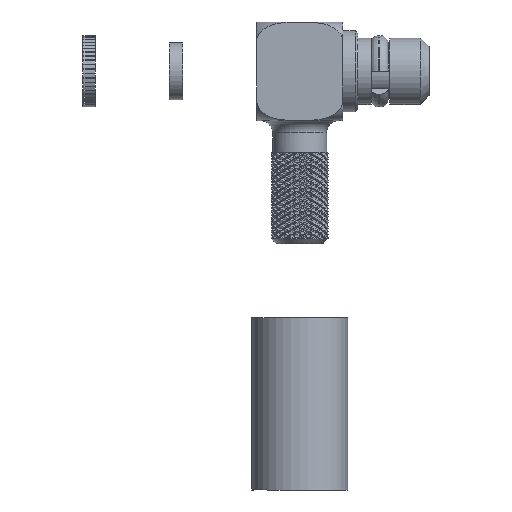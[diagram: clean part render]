
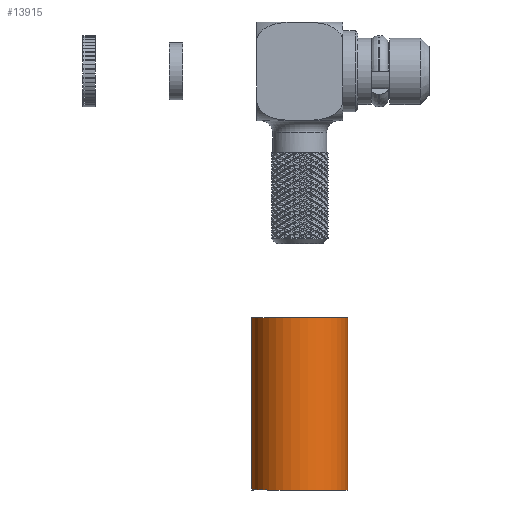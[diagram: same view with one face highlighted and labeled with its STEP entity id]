
A CAD part, front view. The second image highlights one B-rep face of the part: STEP entity #13915.
In plain terms, the highlighted cylindrical face has radius 1.95 mm (diameter 3.9 mm), a full revolution.
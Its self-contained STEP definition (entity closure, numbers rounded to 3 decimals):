
#13915 = ADVANCED_FACE( '', ( #28685, #28686 ), #28687, .T. );
#28685 = FACE_OUTER_BOUND( '', #213385, .T. );
#28686 = FACE_OUTER_BOUND( '', #213386, .T. );
#28687 = CYLINDRICAL_SURFACE( '', #213387, 1.95 );
#213385 = EDGE_LOOP( '', ( #274548 ) );
#213386 = EDGE_LOOP( '', ( #274549 ) );
#213387 = AXIS2_PLACEMENT_3D( '', #274550, #274551, #274552 );
#274548 = ORIENTED_EDGE( '', *, *, #294114, .F. );
#274549 = ORIENTED_EDGE( '', *, *, #292228, .T. );
#274550 = CARTESIAN_POINT( '', ( 0., 0., -8. ) );
#274551 = DIRECTION( '', ( 0., 0., 1. ) );
#274552 = DIRECTION( '', ( -1., 0., 0. ) );
#292228 = EDGE_CURVE( '', #313459, #313459, #313460, .T. );
#294114 = EDGE_CURVE( '', #315497, #315497, #315498, .T. );
#313459 = VERTEX_POINT( '', #406025 );
#313460 = CIRCLE( '', #406026, 1.95 );
#315497 = VERTEX_POINT( '', #415049 );
#315498 = CIRCLE( '', #415050, 1.95 );
#406025 = CARTESIAN_POINT( '', ( -1.95, 0., -15. ) );
#406026 = AXIS2_PLACEMENT_3D( '', #420844, #420845, #420846 );
#415049 = CARTESIAN_POINT( '', ( -1.95, 0., -8. ) );
#415050 = AXIS2_PLACEMENT_3D( '', #421192, #421193, #421194 );
#420844 = CARTESIAN_POINT( '', ( 0., 0., -15. ) );
#420845 = DIRECTION( '', ( 0., 0., 1. ) );
#420846 = DIRECTION( '', ( -1., 0., 0. ) );
#421192 = CARTESIAN_POINT( '', ( 0., 0., -8. ) );
#421193 = DIRECTION( '', ( 0., 0., 1. ) );
#421194 = DIRECTION( '', ( -1., 0., 0. ) );
